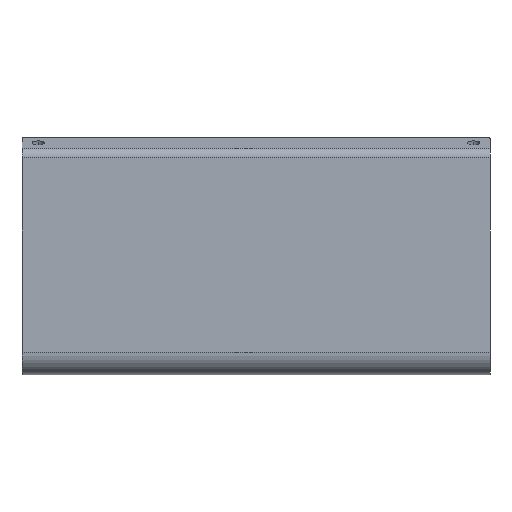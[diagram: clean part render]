
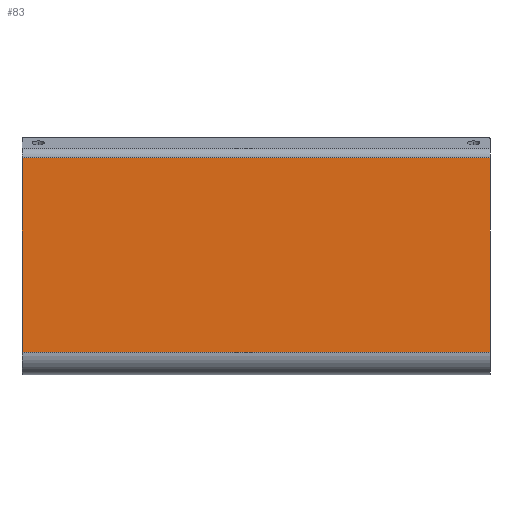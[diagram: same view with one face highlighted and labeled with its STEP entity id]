
A CAD part, left-side view. The second image highlights one B-rep face of the part: STEP entity #83.
In plain terms, the highlighted planar face has unit normal (-1, 0, 0).
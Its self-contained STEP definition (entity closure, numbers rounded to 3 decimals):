
#83=ADVANCED_FACE('',(#185),#186,.F.);
#185=FACE_OUTER_BOUND('',#322,.T.);
#186=PLANE('',#323);
#322=EDGE_LOOP('',(#659,#660,#661,#662));
#323=AXIS2_PLACEMENT_3D('',#663,#664,#665);
#659=ORIENTED_EDGE('',*,*,#1112,.T.);
#660=ORIENTED_EDGE('',*,*,#1120,.F.);
#661=ORIENTED_EDGE('',*,*,#1086,.F.);
#662=ORIENTED_EDGE('',*,*,#1119,.T.);
#663=CARTESIAN_POINT('',(0.,0.0,5.5));
#664=DIRECTION('',(1.0,0.0,0.));
#665=DIRECTION('',(0.,0.0,1.0));
#1086=EDGE_CURVE('',#1369,#1371,#1372,.T.);
#1112=EDGE_CURVE('',#1421,#1419,#1422,.T.);
#1119=EDGE_CURVE('',#1369,#1421,#1429,.T.);
#1120=EDGE_CURVE('',#1371,#1419,#1430,.T.);
#1369=VERTEX_POINT('',#1752);
#1371=VERTEX_POINT('',#1754);
#1372=LINE('',#1755,#1756);
#1419=VERTEX_POINT('',#1820);
#1421=VERTEX_POINT('',#1822);
#1422=LINE('',#1823,#1824);
#1429=LINE('',#1832,#1833);
#1430=LINE('',#1834,#1835);
#1752=CARTESIAN_POINT('',(0.,0.0,53.258));
#1754=CARTESIAN_POINT('',(0.,0.0,5.5));
#1755=CARTESIAN_POINT('',(0.,0.0,5.5));
#1756=VECTOR('',#2138,1000.0);
#1820=CARTESIAN_POINT('',(0.,115.0,5.5));
#1822=CARTESIAN_POINT('',(0.,115.0,53.258));
#1823=CARTESIAN_POINT('',(0.,115.0,5.5));
#1824=VECTOR('',#2180,1000.0);
#1832=CARTESIAN_POINT('',(0.,0.0,53.258));
#1833=VECTOR('',#2197,1000.0);
#1834=CARTESIAN_POINT('',(0.,0.0,5.5));
#1835=VECTOR('',#2198,1000.0);
#2138=DIRECTION('',(0.,0.0,-1.0));
#2180=DIRECTION('',(0.,0.0,-1.0));
#2197=DIRECTION('',(0.0,1.0,0.0));
#2198=DIRECTION('',(0.0,1.0,0.0));
